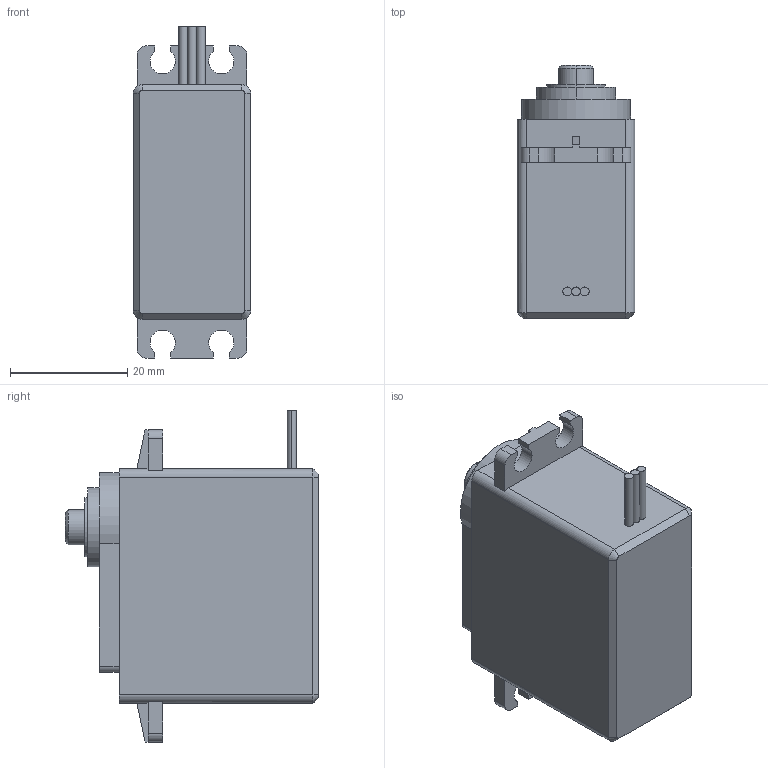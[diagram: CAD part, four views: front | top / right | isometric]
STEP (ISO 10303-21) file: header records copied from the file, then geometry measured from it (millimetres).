
FILE_DESCRIPTION (( 'STEP AP203' ), '1' );
FILE_NAME ('Servo motor HS475_Default_sldprt.STEP', '2020-10-12T07:38:59', ( '' ), ( '' ), 'SwSTEP 2.0', 'SolidWorks 2019', '' );
FILE_SCHEMA (( 'CONFIG_CONTROL_DESIGN' ));
Length unit declared in the file: inch
Products named in the file (1): Servo motor HS475_Default_sldprt
Bounding box: 20 x 43.2 x 56.6 mm (x, y, z)
Volume: 29956.1 mm3; surface area: 6774.1 mm2
Topology: 5 solids, 5 shells, 101 faces, 252 edges, 164 vertices
Faces by surface type: plane 56, cylinder 37, cone 8
Entity records: 3095 total; most frequent: DIRECTION 546, CARTESIAN_POINT 518, ORIENTED_EDGE 504, EDGE_CURVE 252, AXIS2_PLACEMENT_3D 192, VERTEX_POINT 164, LINE 162, VECTOR 162
